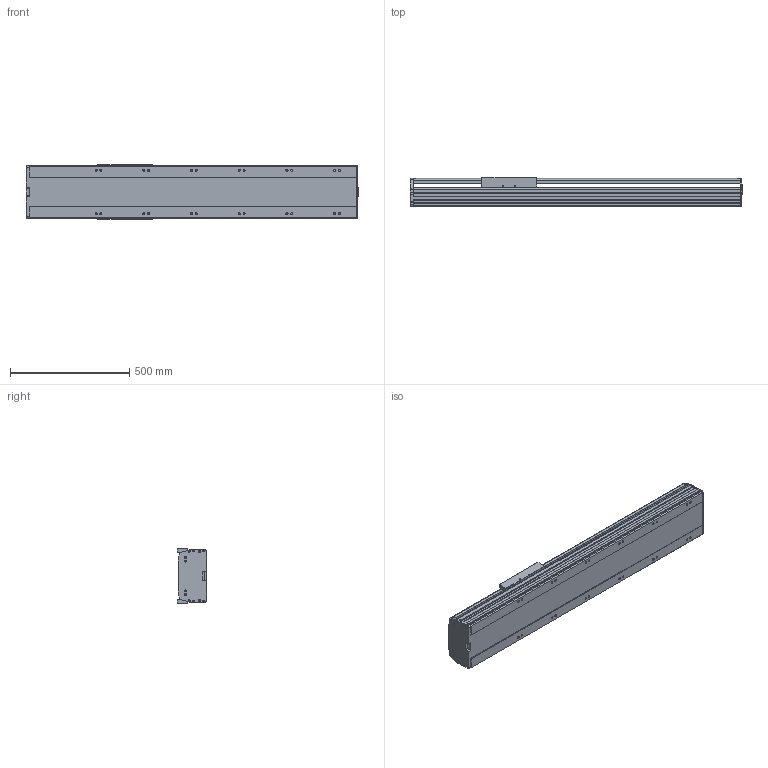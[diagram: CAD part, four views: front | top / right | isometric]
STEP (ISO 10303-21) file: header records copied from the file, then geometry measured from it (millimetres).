
FILE_DESCRIPTION (( 'STEP AP214' ), '1' );
FILE_NAME ('WEX220BC-25XLD-0800XXXX.STEP', '2025-02-28T16:50:46', ( '' ), ( '' ), 'SwSTEP 2.0', 'SolidWorks 2022', '' );
FILE_SCHEMA (( 'AUTOMOTIVE_DESIGN' ));
Length unit declared in the file: millimetre
Products named in the file (6): FANG STICKER; WEX220-800-1; WEX220-800-2; WEX220-800-3; WEX220-800CARRIAGE; WEX220BC-25XLD-0800XXXX
Assembly tree (4 placements, depth 2):
  WEX220-800-2
  WEX220BC-25XLD-0800XXXX
    WEX220-800-1
    WEX220-800CARRIAGE
    WEX220-800-3
    FANG STICKER
Bounding box: 1391.8 x 122 x 230 mm (x, y, z)
Volume: 16674121.8 mm3; surface area: 2061833.7 mm2
Topology: 4 solids, 4 shells, 845 faces, 2243 edges, 1428 vertices
Faces by surface type: plane 506, cylinder 243, cone 72, torus 24
Entity records: 26217 total; most frequent: CARTESIAN_POINT 4851, DIRECTION 4409, ORIENTED_EDGE 4358, EDGE_CURVE 2179, VECTOR 1637, LINE 1637, VERTEX_POINT 1428, AXIS2_PLACEMENT_3D 1386
